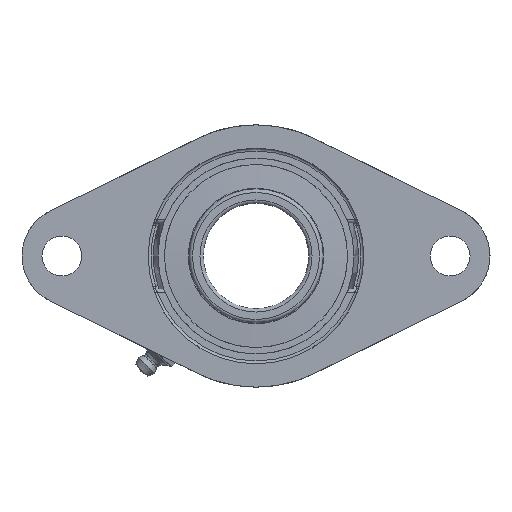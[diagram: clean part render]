
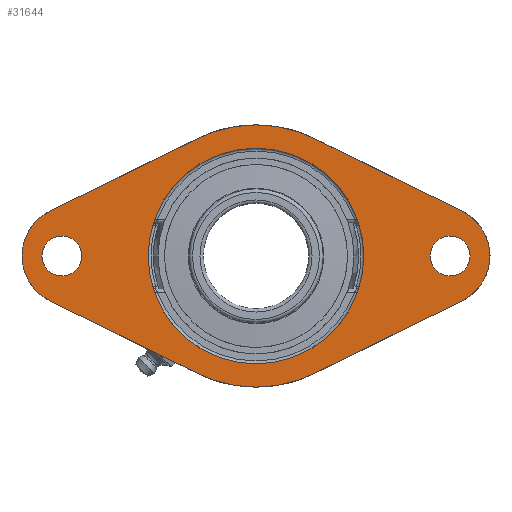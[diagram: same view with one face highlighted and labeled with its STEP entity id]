
A CAD part, front view. The second image highlights one B-rep face of the part: STEP entity #31644.
In plain terms, the highlighted face is planar.
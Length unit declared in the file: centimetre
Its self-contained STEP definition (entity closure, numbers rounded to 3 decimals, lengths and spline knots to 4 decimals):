
#28634=CARTESIAN_POINT('',(1.7695,-3.5373,0.));
#28635=VERTEX_POINT('',#28634);
#28642=CARTESIAN_POINT('',(6.2136,-1.3452,0.));
#28643=VERTEX_POINT('',#28642);
#28644=CARTESIAN_POINT('',(-11069.6241,-5464.6059,0.));
#28645=DIRECTION('',(0.897,0.442,0.));
#28646=VECTOR('',#28645,24690.);
#28647=LINE('',#28644,#28646);
#28648=EDGE_CURVE('',#28635,#28643,#28647,.T.);
#28667=CARTESIAN_POINT('',(-1.7695,-3.5373,0.));
#28668=VERTEX_POINT('',#28667);
#28675=CARTESIAN_POINT('',(0.,0.05,0.));
#28676=DIRECTION('',(0.,0.,1.));
#28677=DIRECTION('',(1.,0.,-0.));
#28678=AXIS2_PLACEMENT_3D('',#28675,#28676,#28677);
#28679=CIRCLE('',#28678,4.);
#28680=EDGE_CURVE('',#28668,#28635,#28679,.T.);
#28693=CARTESIAN_POINT('',(-6.2136,-1.3452,0.));
#28694=VERTEX_POINT('',#28693);
#28701=CARTESIAN_POINT('',(-11077.6071,5459.7233,0.));
#28702=DIRECTION('',(0.897,-0.442,0.));
#28703=VECTOR('',#28702,24690.);
#28704=LINE('',#28701,#28703);
#28705=EDGE_CURVE('',#28694,#28668,#28704,.T.);
#28766=CARTESIAN_POINT('',(6.2136,1.3452,0.));
#28767=VERTEX_POINT('',#28766);
#28768=CARTESIAN_POINT('',(5.55,0.,0.));
#28769=DIRECTION('',(0.,0.,1.));
#28770=DIRECTION('',(1.,0.,-0.));
#28771=AXIS2_PLACEMENT_3D('',#28768,#28769,#28770);
#28772=CIRCLE('',#28771,1.5);
#28773=EDGE_CURVE('',#28643,#28767,#28772,.T.);
#31107=CARTESIAN_POINT('',(-0.,-3.2508,0.));
#31108=VERTEX_POINT('',#31107);
#31129=CARTESIAN_POINT('',(0.,3.2508,0.));
#31130=VERTEX_POINT('',#31129);
#31131=CARTESIAN_POINT('',(0.,0.,0.));
#31132=DIRECTION('',(0.,-0.,1.));
#31133=DIRECTION('',(0.,1.,0.));
#31134=AXIS2_PLACEMENT_3D('',#31131,#31132,#31133);
#31135=CIRCLE('',#31134,3.2508);
#31136=EDGE_CURVE('',#31130,#31108,#31135,.T.);
#31138=CARTESIAN_POINT('',(0.,0.,0.));
#31139=DIRECTION('',(0.,-0.,1.));
#31140=DIRECTION('',(0.,1.,0.));
#31141=AXIS2_PLACEMENT_3D('',#31138,#31139,#31140);
#31142=CIRCLE('',#31141,3.2508);
#31143=EDGE_CURVE('',#31108,#31130,#31142,.T.);
#31535=CARTESIAN_POINT('',(5.25,0.,0.));
#31536=VERTEX_POINT('',#31535);
#31543=CARTESIAN_POINT('',(5.85,0.,0.));
#31544=DIRECTION('',(0.,0.,1.));
#31545=DIRECTION('',(1.,0.,-0.));
#31546=AXIS2_PLACEMENT_3D('',#31543,#31544,#31545);
#31547=CIRCLE('',#31546,0.6);
#31548=EDGE_CURVE('',#31536,#31536,#31547,.T.);
#31561=CARTESIAN_POINT('',(-6.45,0.,0.));
#31562=VERTEX_POINT('',#31561);
#31569=CARTESIAN_POINT('',(-5.85,0.,0.));
#31570=DIRECTION('',(0.,0.,1.));
#31571=DIRECTION('',(1.,0.,-0.));
#31572=AXIS2_PLACEMENT_3D('',#31569,#31570,#31571);
#31573=CIRCLE('',#31572,0.6);
#31574=EDGE_CURVE('',#31562,#31562,#31573,.T.);
#31582=CARTESIAN_POINT('',(-0.,-0.,0.));
#31583=DIRECTION('',(0.,0.,1.));
#31584=DIRECTION('',(1.,0.,0.));
#31585=AXIS2_PLACEMENT_3D('',#31582,#31583,#31584);
#31586=PLANE('',#31585);
#31587=ORIENTED_EDGE('',*,*,#31136,.T.);
#31588=ORIENTED_EDGE('',*,*,#31143,.T.);
#31589=EDGE_LOOP('',(#31587,#31588));
#31590=FACE_BOUND('',#31589,.T.);
#31591=CARTESIAN_POINT('',(-1.7695,3.5373,0.));
#31592=VERTEX_POINT('',#31591);
#31593=CARTESIAN_POINT('',(-6.2136,1.3452,0.));
#31594=VERTEX_POINT('',#31593);
#31595=CARTESIAN_POINT('',(11069.6241,5464.6059,0.));
#31596=DIRECTION('',(-0.897,-0.442,0.));
#31597=VECTOR('',#31596,24690.);
#31598=LINE('',#31595,#31597);
#31599=EDGE_CURVE('',#31592,#31594,#31598,.T.);
#31600=ORIENTED_EDGE('',*,*,#31599,.F.);
#31601=CARTESIAN_POINT('',(1.7695,3.5373,0.));
#31602=VERTEX_POINT('',#31601);
#31603=CARTESIAN_POINT('',(0.,-0.05,0.));
#31604=DIRECTION('',(0.,0.,1.));
#31605=DIRECTION('',(1.,0.,-0.));
#31606=AXIS2_PLACEMENT_3D('',#31603,#31604,#31605);
#31607=CIRCLE('',#31606,4.);
#31608=EDGE_CURVE('',#31602,#31592,#31607,.T.);
#31609=ORIENTED_EDGE('',*,*,#31608,.F.);
#31610=CARTESIAN_POINT('',(11077.6071,-5459.7233,0.));
#31611=DIRECTION('',(-0.897,0.442,0.));
#31612=VECTOR('',#31611,24690.);
#31613=LINE('',#31610,#31612);
#31614=EDGE_CURVE('',#28767,#31602,#31613,.T.);
#31615=ORIENTED_EDGE('',*,*,#31614,.F.);
#31616=ORIENTED_EDGE('',*,*,#28773,.F.);
#31617=ORIENTED_EDGE('',*,*,#28648,.F.);
#31618=ORIENTED_EDGE('',*,*,#28680,.F.);
#31619=ORIENTED_EDGE('',*,*,#28705,.F.);
#31620=CARTESIAN_POINT('',(-7.05,-0.,0.));
#31621=VERTEX_POINT('',#31620);
#31622=CARTESIAN_POINT('',(-5.55,-0.,0.));
#31623=DIRECTION('',(0.,0.,1.));
#31624=DIRECTION('',(1.,0.,-0.));
#31625=AXIS2_PLACEMENT_3D('',#31622,#31623,#31624);
#31626=CIRCLE('',#31625,1.5);
#31627=EDGE_CURVE('',#31621,#28694,#31626,.T.);
#31628=ORIENTED_EDGE('',*,*,#31627,.F.);
#31629=CARTESIAN_POINT('',(-5.55,-0.,0.));
#31630=DIRECTION('',(0.,0.,1.));
#31631=DIRECTION('',(1.,0.,-0.));
#31632=AXIS2_PLACEMENT_3D('',#31629,#31630,#31631);
#31633=CIRCLE('',#31632,1.5);
#31634=EDGE_CURVE('',#31594,#31621,#31633,.T.);
#31635=ORIENTED_EDGE('',*,*,#31634,.F.);
#31636=EDGE_LOOP('',(#31600,#31609,#31615,#31616,#31617,#31618,#31619,#31628,#31635));
#31637=FACE_BOUND('',#31636,.T.);
#31638=ORIENTED_EDGE('',*,*,#31574,.T.);
#31639=EDGE_LOOP('',(#31638));
#31640=FACE_BOUND('',#31639,.T.);
#31641=ORIENTED_EDGE('',*,*,#31548,.T.);
#31642=EDGE_LOOP('',(#31641));
#31643=FACE_BOUND('',#31642,.T.);
#31644=ADVANCED_FACE('',(#31590,#31637,#31640,#31643),#31586,.F.);
